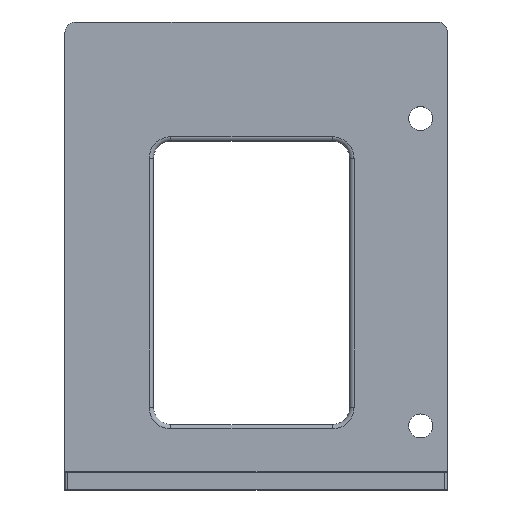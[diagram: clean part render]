
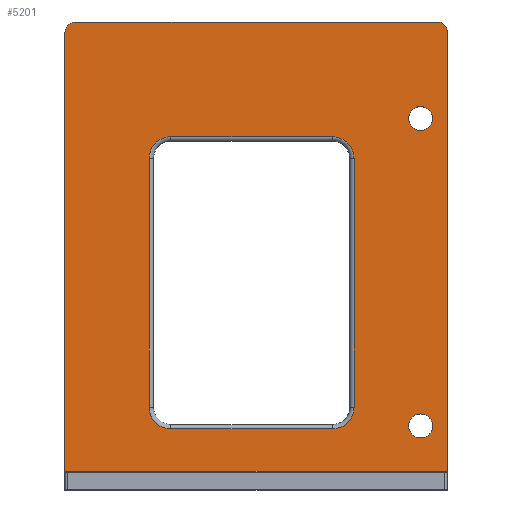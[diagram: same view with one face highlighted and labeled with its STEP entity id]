
A CAD part, top view. The second image highlights one B-rep face of the part: STEP entity #5201.
In plain terms, the highlighted planar face has unit normal (0, 0, 1).
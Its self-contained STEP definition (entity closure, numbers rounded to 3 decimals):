
#814=FACE_BOUND('',#1228,.T.);
#815=FACE_BOUND('',#1229,.T.);
#816=FACE_BOUND('',#1230,.T.);
#839=PLANE('',#5570);
#876=FACE_OUTER_BOUND('',#1227,.T.);
#1227=EDGE_LOOP('',(#3498,#3499,#3500,#3501,#3502,#3503));
#1228=EDGE_LOOP('',(#3504,#3505,#3506,#3507,#3508,#3509,#3510,#3511));
#1229=EDGE_LOOP('',(#3512));
#1230=EDGE_LOOP('',(#3513));
#1602=LINE('',#6349,#1830);
#1607=LINE('',#6363,#1835);
#1608=LINE('',#6367,#1836);
#1609=LINE('',#6368,#1837);
#1610=LINE('',#6373,#1838);
#1611=LINE('',#6377,#1839);
#1612=LINE('',#6381,#1840);
#1613=LINE('',#6384,#1841);
#1830=VECTOR('',#5757,10.);
#1835=VECTOR('',#5768,10.);
#1836=VECTOR('',#5771,10.);
#1837=VECTOR('',#5772,10.);
#1838=VECTOR('',#5775,10.);
#1839=VECTOR('',#5778,10.);
#1840=VECTOR('',#5781,10.);
#1841=VECTOR('',#5784,10.);
#2057=CIRCLE('',#5566,2.);
#2060=CIRCLE('',#5571,2.5);
#2061=CIRCLE('',#5572,5.);
#2062=CIRCLE('',#5573,5.);
#2063=CIRCLE('',#5574,5.);
#2064=CIRCLE('',#5575,5.);
#2065=CIRCLE('',#5576,2.75);
#2066=CIRCLE('',#5577,2.75);
#2147=VERTEX_POINT('',#6342);
#2148=VERTEX_POINT('',#6344);
#2149=VERTEX_POINT('',#6348);
#2155=VERTEX_POINT('',#6362);
#2156=VERTEX_POINT('',#6364);
#2157=VERTEX_POINT('',#6366);
#2158=VERTEX_POINT('',#6369);
#2159=VERTEX_POINT('',#6370);
#2160=VERTEX_POINT('',#6372);
#2161=VERTEX_POINT('',#6374);
#2162=VERTEX_POINT('',#6376);
#2163=VERTEX_POINT('',#6378);
#2164=VERTEX_POINT('',#6380);
#2165=VERTEX_POINT('',#6382);
#2166=VERTEX_POINT('',#6385);
#2167=VERTEX_POINT('',#6387);
#2650=EDGE_CURVE('',#2147,#2148,#2057,.T.);
#2652=EDGE_CURVE('',#2148,#2149,#1602,.T.);
#2659=EDGE_CURVE('',#2147,#2155,#1607,.F.);
#2660=EDGE_CURVE('',#2156,#2155,#2060,.T.);
#2661=EDGE_CURVE('',#2156,#2157,#1608,.T.);
#2662=EDGE_CURVE('',#2157,#2149,#1609,.T.);
#2663=EDGE_CURVE('',#2158,#2159,#2061,.T.);
#2664=EDGE_CURVE('',#2160,#2158,#1610,.T.);
#2665=EDGE_CURVE('',#2161,#2160,#2062,.T.);
#2666=EDGE_CURVE('',#2162,#2161,#1611,.T.);
#2667=EDGE_CURVE('',#2163,#2162,#2063,.T.);
#2668=EDGE_CURVE('',#2164,#2163,#1612,.T.);
#2669=EDGE_CURVE('',#2165,#2164,#2064,.T.);
#2670=EDGE_CURVE('',#2159,#2165,#1613,.T.);
#2671=EDGE_CURVE('',#2166,#2166,#2065,.T.);
#2672=EDGE_CURVE('',#2167,#2167,#2066,.T.);
#3498=ORIENTED_EDGE('',*,*,#2650,.F.);
#3499=ORIENTED_EDGE('',*,*,#2659,.T.);
#3500=ORIENTED_EDGE('',*,*,#2660,.F.);
#3501=ORIENTED_EDGE('',*,*,#2661,.T.);
#3502=ORIENTED_EDGE('',*,*,#2662,.T.);
#3503=ORIENTED_EDGE('',*,*,#2652,.F.);
#3504=ORIENTED_EDGE('',*,*,#2663,.F.);
#3505=ORIENTED_EDGE('',*,*,#2664,.F.);
#3506=ORIENTED_EDGE('',*,*,#2665,.F.);
#3507=ORIENTED_EDGE('',*,*,#2666,.F.);
#3508=ORIENTED_EDGE('',*,*,#2667,.F.);
#3509=ORIENTED_EDGE('',*,*,#2668,.F.);
#3510=ORIENTED_EDGE('',*,*,#2669,.F.);
#3511=ORIENTED_EDGE('',*,*,#2670,.F.);
#3512=ORIENTED_EDGE('',*,*,#2671,.T.);
#3513=ORIENTED_EDGE('',*,*,#2672,.T.);
#5201=ADVANCED_FACE('',(#876,#814,#815,#816),#839,.T.);
#5566=AXIS2_PLACEMENT_3D('',#6345,#5752,#5753);
#5570=AXIS2_PLACEMENT_3D('',#6361,#5766,#5767);
#5571=AXIS2_PLACEMENT_3D('',#6365,#5769,#5770);
#5572=AXIS2_PLACEMENT_3D('',#6371,#5773,#5774);
#5573=AXIS2_PLACEMENT_3D('',#6375,#5776,#5777);
#5574=AXIS2_PLACEMENT_3D('',#6379,#5779,#5780);
#5575=AXIS2_PLACEMENT_3D('',#6383,#5782,#5783);
#5576=AXIS2_PLACEMENT_3D('',#6386,#5785,#5786);
#5577=AXIS2_PLACEMENT_3D('',#6388,#5787,#5788);
#5752=DIRECTION('center_axis',(0.,0.,
-1.));
#5753=DIRECTION('ref_axis',(0.707,0.707,0.));
#5757=DIRECTION('',(0.,-1.,0.));
#5766=DIRECTION('center_axis',(0.,0.,
1.));
#5767=DIRECTION('ref_axis',(0.,-1.,0.));
#5768=DIRECTION('',(1.,0.,0.));
#5769=DIRECTION('center_axis',(0.,0.,
-1.));
#5770=DIRECTION('ref_axis',(-0.707,0.707,0.));
#5771=DIRECTION('',(0.,-1.,0.));
#5772=DIRECTION('',(1.,0.,0.));
#5773=DIRECTION('center_axis',(0.,0.,
1.));
#5774=DIRECTION('ref_axis',(-0.707,0.707,0.));
#5775=DIRECTION('',(-1.,0.,0.));
#5776=DIRECTION('center_axis',(0.,0.,
1.));
#5777=DIRECTION('ref_axis',(0.707,0.707,0.));
#5778=DIRECTION('',(0.,1.,0.));
#5779=DIRECTION('center_axis',(0.,0.,
1.));
#5780=DIRECTION('ref_axis',(0.707,-0.707,0.));
#5781=DIRECTION('',(1.,0.,0.));
#5782=DIRECTION('center_axis',(0.,0.,
1.));
#5783=DIRECTION('ref_axis',(-0.707,-0.707,0.));
#5784=DIRECTION('',(0.,-1.,0.));
#5785=DIRECTION('center_axis',(0.,0.,
-1.));
#5786=DIRECTION('ref_axis',(0.,-1.,0.));
#5787=DIRECTION('center_axis',(0.,0.,
-1.));
#5788=DIRECTION('ref_axis',(0.,-1.,0.));
#6342=CARTESIAN_POINT('',(82.8,103.317,39.909));
#6344=CARTESIAN_POINT('',(84.8,101.317,39.909));
#6345=CARTESIAN_POINT('Origin',(82.8,101.317,39.909));
#6348=CARTESIAN_POINT('',(84.8,0.3,39.909));
#6349=CARTESIAN_POINT('',(84.8,0.317,39.909));
#6361=CARTESIAN_POINT('Origin',(41.95,62.817,39.909));
#6362=CARTESIAN_POINT('',(-0.3,103.317,39.909));
#6363=CARTESIAN_POINT('',(27.358,103.317,39.909));
#6364=CARTESIAN_POINT('',(-2.8,100.817,39.909));
#6365=CARTESIAN_POINT('Origin',(-0.3,100.817,39.909));
#6366=CARTESIAN_POINT('',(-2.8,0.3,39.909));
#6367=CARTESIAN_POINT('',(-2.8,0.317,39.909));
#6368=CARTESIAN_POINT('',(64.953,0.3,39.909));
#6369=CARTESIAN_POINT('',(21.478,77.,39.909));
#6370=CARTESIAN_POINT('',(16.478,72.,39.909));
#6371=CARTESIAN_POINT('Origin',(21.478,72.,39.909));
#6372=CARTESIAN_POINT('',(58.478,77.,39.909));
#6373=CARTESIAN_POINT('',(29.714,77.,39.909));
#6374=CARTESIAN_POINT('',(63.478,72.,39.909));
#6375=CARTESIAN_POINT('Origin',(58.478,72.,39.909));
#6376=CARTESIAN_POINT('',(63.478,15.,39.909));
#6377=CARTESIAN_POINT('',(63.478,69.408,39.909));
#6378=CARTESIAN_POINT('',(58.478,10.,39.909));
#6379=CARTESIAN_POINT('Origin',(58.478,15.,39.909));
#6380=CARTESIAN_POINT('',(21.478,10.,39.909));
#6381=CARTESIAN_POINT('',(52.214,10.,39.909));
#6382=CARTESIAN_POINT('',(16.478,15.,39.909));
#6383=CARTESIAN_POINT('Origin',(21.478,15.,39.909));
#6384=CARTESIAN_POINT('',(16.478,36.908,39.909));
#6385=CARTESIAN_POINT('',(78.751,83.933,39.909));
#6386=CARTESIAN_POINT('Origin',(78.751,81.183,39.909));
#6387=CARTESIAN_POINT('',(78.773,13.433,39.909));
#6388=CARTESIAN_POINT('Origin',(78.773,10.683,39.909));
